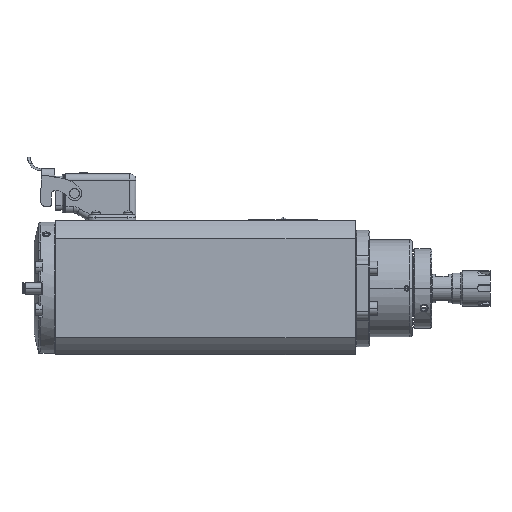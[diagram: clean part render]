
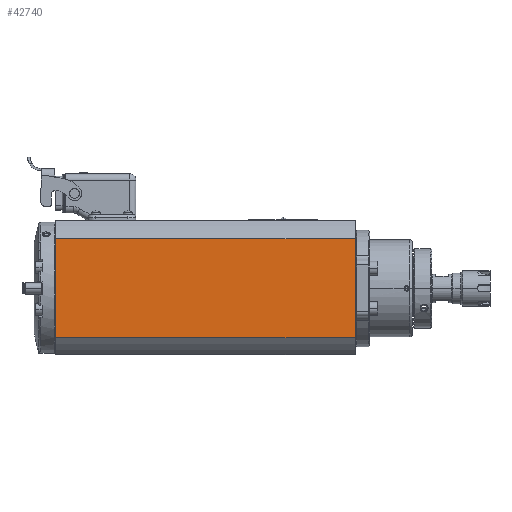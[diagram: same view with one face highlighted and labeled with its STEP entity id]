
A CAD part, left-side view. The second image highlights one B-rep face of the part: STEP entity #42740.
In plain terms, the highlighted planar face has unit normal (-1, 0, 0).
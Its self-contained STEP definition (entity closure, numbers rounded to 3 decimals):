
#42701=CARTESIAN_POINT('',(-42.,186.,-42.));
#42702=DIRECTION('',(1.,0.,0.));
#42703=DIRECTION('',(0.,0.,-1.));
#42704=AXIS2_PLACEMENT_3D('',#42701,#42702,#42703);
#42705=PLANE('',#42704);
#42706=CARTESIAN_POINT('',(-42.,0.5,30.659));
#42707=VERTEX_POINT('',#42706);
#42708=CARTESIAN_POINT('',(-42.,185.5,30.659));
#42709=VERTEX_POINT('',#42708);
#42710=CARTESIAN_POINT('',(-42.,-12006.48,30.659));
#42711=DIRECTION('',(-0.,1.,0.));
#42712=VECTOR('',#42711,24690.);
#42713=LINE('',#42710,#42712);
#42714=EDGE_CURVE('',#42707,#42709,#42713,.T.);
#42715=ORIENTED_EDGE('',*,*,#42714,.T.);
#42716=CARTESIAN_POINT('',(-42.,185.5,-30.659));
#42717=VERTEX_POINT('',#42716);
#42718=CARTESIAN_POINT('',(-42.,185.5,12345.));
#42719=DIRECTION('',(-0.,-0.,-1.));
#42720=VECTOR('',#42719,24690.);
#42721=LINE('',#42718,#42720);
#42722=EDGE_CURVE('',#42709,#42717,#42721,.T.);
#42723=ORIENTED_EDGE('',*,*,#42722,.T.);
#42724=CARTESIAN_POINT('',(-42.,0.5,-30.659));
#42725=VERTEX_POINT('',#42724);
#42726=CARTESIAN_POINT('',(-42.,12683.52,-30.659));
#42727=DIRECTION('',(0.,-1.,-0.));
#42728=VECTOR('',#42727,24690.);
#42729=LINE('',#42726,#42728);
#42730=EDGE_CURVE('',#42717,#42725,#42729,.T.);
#42731=ORIENTED_EDGE('',*,*,#42730,.T.);
#42732=CARTESIAN_POINT('',(-42.,0.5,-12387.));
#42733=DIRECTION('',(0.,0.,1.));
#42734=VECTOR('',#42733,24690.);
#42735=LINE('',#42732,#42734);
#42736=EDGE_CURVE('',#42725,#42707,#42735,.T.);
#42737=ORIENTED_EDGE('',*,*,#42736,.T.);
#42738=EDGE_LOOP('',(#42715,#42723,#42731,#42737));
#42739=FACE_BOUND('',#42738,.T.);
#42740=ADVANCED_FACE('',(#42739),#42705,.F.);
